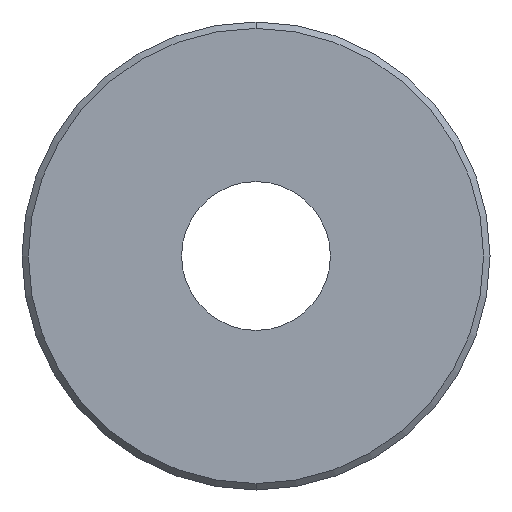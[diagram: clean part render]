
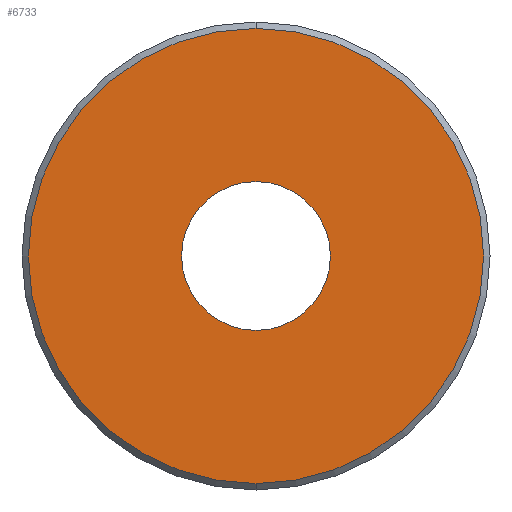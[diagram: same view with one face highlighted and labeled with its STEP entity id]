
A CAD part, front view. The second image highlights one B-rep face of the part: STEP entity #6733.
In plain terms, the highlighted planar face has unit normal (0, -1, 0).
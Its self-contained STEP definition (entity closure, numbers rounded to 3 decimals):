
#73 = VERTEX_POINT ( 'NONE', #389 ) ;
#79 = VERTEX_POINT ( 'NONE', #87 ) ;
#87 = CARTESIAN_POINT ( 'NONE',  ( 0., 0., 10.7 ) ) ;
#104 = VERTEX_POINT ( 'NONE', #441 ) ;
#114 = VERTEX_POINT ( 'NONE', #471 ) ;
#389 = CARTESIAN_POINT ( 'NONE',  ( 0., 0., -3.5 ) ) ;
#441 = CARTESIAN_POINT ( 'NONE',  ( 0., 0., 3.5 ) ) ;
#471 = CARTESIAN_POINT ( 'NONE',  ( 0., 0., -10.7 ) ) ;
#2024 = CARTESIAN_POINT ( 'NONE',  ( 0., 0., 0. ) ) ;
#2037 = DIRECTION ( 'NONE',  ( 0., -1., 0. ) ) ;
#2060 = DIRECTION ( 'NONE',  ( 0., 0., -1. ) ) ;
#2075 = DIRECTION ( 'NONE',  ( 0., 1., 0. ) ) ;
#2083 = CARTESIAN_POINT ( 'NONE',  ( 0., 0., 0. ) ) ;
#2090 = DIRECTION ( 'NONE',  ( 0., 0., 1. ) ) ;
#2115 = PLANE ( 'NONE',  #4710 ) ;
#2116 = FACE_OUTER_BOUND ( 'NONE', #3486, .T. ) ;
#2124 = FACE_BOUND ( 'NONE', #3521, .T. ) ;
#2125 = CARTESIAN_POINT ( 'NONE',  ( -3.5, 0., 0. ) ) ;
#2128 = DIRECTION ( 'NONE',  ( 0., 0., -1. ) ) ;
#2144 = DIRECTION ( 'NONE',  ( 0., -1., 0. ) ) ;
#3407 = ORIENTED_EDGE ( 'NONE', *, *, #6723, .T. ) ;
#3486 = EDGE_LOOP ( 'NONE', ( #4249, #4286 ) ) ;
#3521 = EDGE_LOOP ( 'NONE', ( #3407, #4230 ) ) ;
#4230 = ORIENTED_EDGE ( 'NONE', *, *, #6867, .T. ) ;
#4249 = ORIENTED_EDGE ( 'NONE', *, *, #6708, .T. ) ;
#4286 = ORIENTED_EDGE ( 'NONE', *, *, #6785, .T. ) ;
#4633 = CIRCLE ( 'NONE', #4640, 10.7 ) ;
#4640 = AXIS2_PLACEMENT_3D ( 'NONE', #2024, #2037, #2060 ) ;
#4682 = CIRCLE ( 'NONE', #4684, 3.5 ) ;
#4684 = AXIS2_PLACEMENT_3D ( 'NONE', #2083, #2075, #2090 ) ;
#4710 = AXIS2_PLACEMENT_3D ( 'NONE', #2125, #2144, #2128 ) ;
#4763 = AXIS2_PLACEMENT_3D ( 'NONE', #5422, #5423, #5372 ) ;
#4766 = CIRCLE ( 'NONE', #4763, 10.7 ) ;
#4909 = AXIS2_PLACEMENT_3D ( 'NONE', #6428, #6408, #6409 ) ;
#4910 = CIRCLE ( 'NONE', #4909, 3.5 ) ;
#5372 = DIRECTION ( 'NONE',  ( 0., 0., -1. ) ) ;
#5422 = CARTESIAN_POINT ( 'NONE',  ( 0., 0., 0. ) ) ;
#5423 = DIRECTION ( 'NONE',  ( 0., -1., 0. ) ) ;
#6408 = DIRECTION ( 'NONE',  ( 0., 1., 0. ) ) ;
#6409 = DIRECTION ( 'NONE',  ( 0., 0., 1. ) ) ;
#6428 = CARTESIAN_POINT ( 'NONE',  ( 0., 0., 0. ) ) ;
#6708 = EDGE_CURVE ( 'NONE', #79, #114, #4633, .T. ) ;
#6723 = EDGE_CURVE ( 'NONE', #104, #73, #4682, .T. ) ;
#6733 = ADVANCED_FACE ( 'NONE', ( #2116, #2124 ), #2115, .T. ) ;
#6785 = EDGE_CURVE ( 'NONE', #114, #79, #4766, .T. ) ;
#6867 = EDGE_CURVE ( 'NONE', #73, #104, #4910, .T. ) ;
